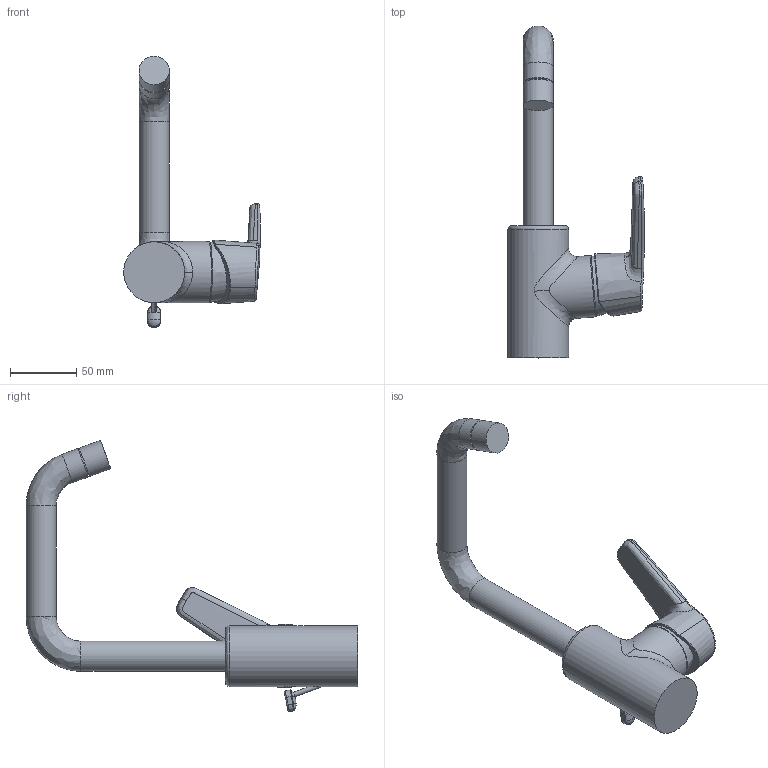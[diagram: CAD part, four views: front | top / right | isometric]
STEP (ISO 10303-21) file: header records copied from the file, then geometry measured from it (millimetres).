
FILE_DESCRIPTION (( 'STEP AP203' ), '1' );
FILE_NAME ('3909F(2016)+51552293.STEP', '2017-03-09T05:50:37', ( '' ), ( '' ), 'SwSTEP 2.0', 'SolidWorks 2016', '' );
FILE_SCHEMA (( 'CONFIG_CONTROL_DESIGN' ));
Length unit declared in the file: millimetre
Products named in the file (1): 3909F(2016)+51552293
Bounding box: 103.2 x 250.6 x 205.03 mm (x, y, z)
Volume: 406401.7 mm3; surface area: 53470.1 mm2
Topology: 1 solids, 1 shells, 77 faces, 212 edges, 143 vertices
Faces by surface type: bspline 42, cylinder 17, plane 10, torus 5, sphere 2, cone 1
Full cylindrical faces by diameter (mm): 3.5 x1, 20.633 x1, 22.8 x4, 46 x1
Entity records: 19496 total; most frequent: CARTESIAN_POINT 17907, ORIENTED_EDGE 388, EDGE_CURVE 194, DIRECTION 173, VERTEX_POINT 138, B_SPLINE_CURVE_WITH_KNOTS 133, EDGE_LOOP 96, FACE_OUTER_BOUND 90
